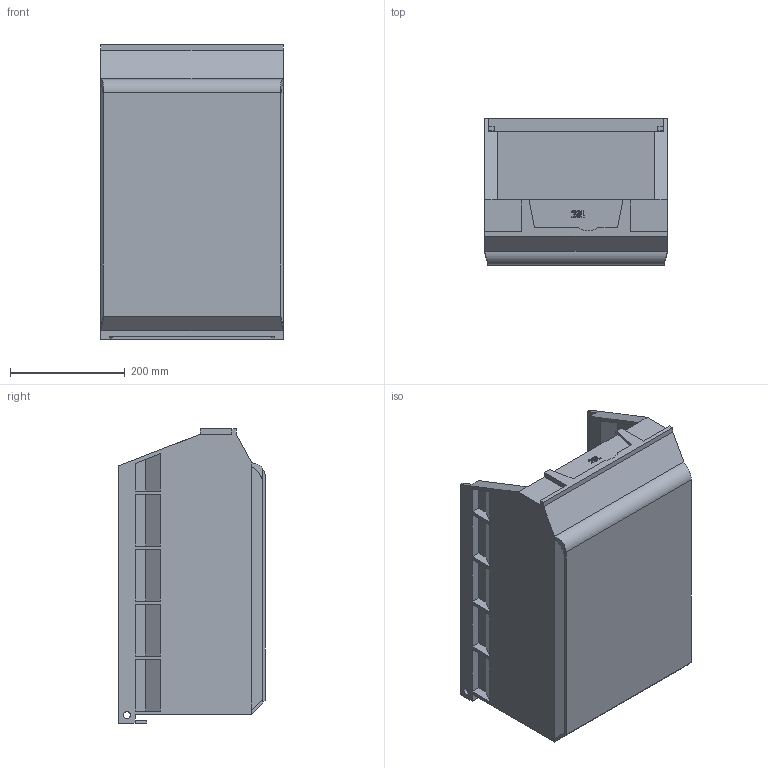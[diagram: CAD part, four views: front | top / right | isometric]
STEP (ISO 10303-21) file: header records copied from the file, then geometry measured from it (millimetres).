
FILE_DESCRIPTION(('STEP AP203'),'1');
FILE_NAME('ERGO00H1032.stp','2024-03-26T15:42:59',(' '),(' '),'Spatial InterOp 3D',' ',' ');
FILE_SCHEMA(('CONFIG_CONTROL_DESIGN'));
Length unit declared in the file: millimetre
Products named in the file (1): Bac à bec 28 litres, rouge
Bounding box: 318.15 x 255.15 x 512.66 mm (x, y, z)
Volume: 3623843.9 mm3; surface area: 1059164.2 mm2
Topology: 1 solids, 1 shells, 244 faces, 609 edges, 374 vertices
Faces by surface type: plane 147, cylinder 51, revolution 24, bspline 22
Full cylindrical faces by diameter (mm): 11.97 x2
Entity records: 8421 total; most frequent: CARTESIAN_POINT 2684, ORIENTED_EDGE 1198, DIRECTION 1059, EDGE_CURVE 599, LINE 441, VECTOR 441, VERTEX_POINT 374, AXIS2_PLACEMENT_3D 297
